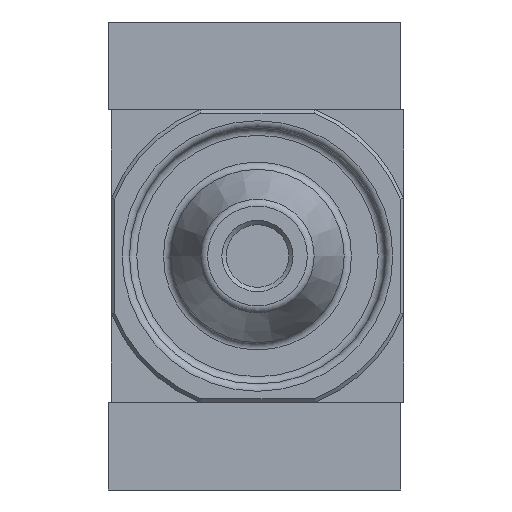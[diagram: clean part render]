
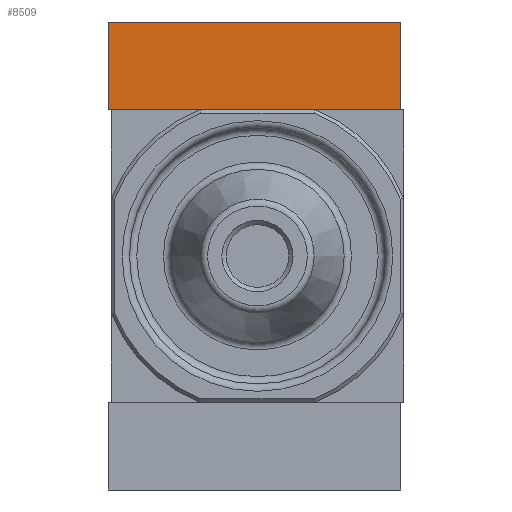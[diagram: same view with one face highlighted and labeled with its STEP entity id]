
A CAD part, front view. The second image highlights one B-rep face of the part: STEP entity #8509.
In plain terms, the highlighted planar face has unit normal (0, -1, 0).
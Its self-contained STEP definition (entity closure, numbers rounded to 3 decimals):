
#640=LINE('',#13278,#1056);
#647=LINE('',#13318,#1063);
#650=LINE('',#13324,#1066);
#651=LINE('',#13326,#1067);
#1056=VECTOR('',#11057,1000.);
#1063=VECTOR('',#11092,1000.);
#1066=VECTOR('',#11097,1000.);
#1067=VECTOR('',#11098,1000.);
#2546=ORIENTED_EDGE('',*,*,#3709,.T.);
#2547=ORIENTED_EDGE('',*,*,#3732,.F.);
#2548=ORIENTED_EDGE('',*,*,#3733,.F.);
#2549=ORIENTED_EDGE('',*,*,#3729,.T.);
#3709=EDGE_CURVE('',#4428,#4430,#640,.T.);
#3729=EDGE_CURVE('',#4450,#4428,#647,.T.);
#3732=EDGE_CURVE('',#4452,#4430,#650,.T.);
#3733=EDGE_CURVE('',#4450,#4452,#651,.T.);
#4428=VERTEX_POINT('',#13273);
#4430=VERTEX_POINT('',#13277);
#4450=VERTEX_POINT('',#13319);
#4452=VERTEX_POINT('',#13325);
#5434=EDGE_LOOP('',(#2546,#2547,#2548,#2549));
#5990=FACE_BOUND('',#5434,.T.);
#6290=PLANE('',#9301);
#8509=ADVANCED_FACE('',(#5990),#6290,.F.);
#9301=AXIS2_PLACEMENT_3D('',#13323,#11095,#11096);
#11057=DIRECTION('',(1.,0.,0.));
#11092=DIRECTION('',(0.,0.,-1.));
#11095=DIRECTION('',(0.,1.,0.));
#11096=DIRECTION('',(0.,0.,1.));
#11097=DIRECTION('',(0.,0.,-1.));
#11098=DIRECTION('',(1.,0.,0.));
#13273=CARTESIAN_POINT('',(-20.,-10.,-6.));
#13277=CARTESIAN_POINT('',(20.,-10.,-6.));
#13278=CARTESIAN_POINT('',(-20.,-10.,-6.));
#13318=CARTESIAN_POINT('',(-20.,-10.,6.));
#13319=CARTESIAN_POINT('',(-20.,-10.,6.));
#13323=CARTESIAN_POINT('',(-20.,-10.,6.));
#13324=CARTESIAN_POINT('',(20.,-10.,6.));
#13325=CARTESIAN_POINT('',(20.,-10.,6.));
#13326=CARTESIAN_POINT('',(-20.,-10.,6.));
